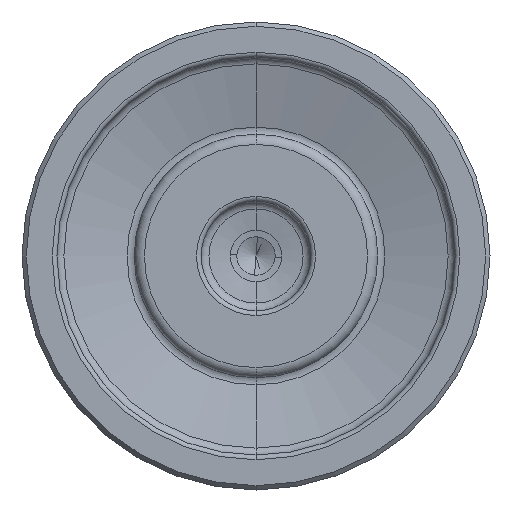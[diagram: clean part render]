
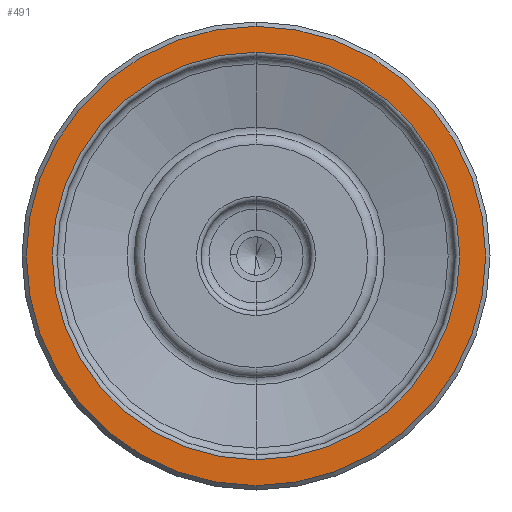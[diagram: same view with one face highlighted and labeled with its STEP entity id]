
A CAD part, front view. The second image highlights one B-rep face of the part: STEP entity #491.
In plain terms, the highlighted planar face has unit normal (0, -1, 0).
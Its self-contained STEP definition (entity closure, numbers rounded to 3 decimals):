
#52 = DIRECTION ( 'NONE',  ( 0., 1., 0. ) ) ;
#53 = EDGE_CURVE ( 'NONE', #1516, #121, #381, .T. ) ;
#121 = VERTEX_POINT ( 'NONE', #481 ) ;
#139 = FACE_OUTER_BOUND ( 'NONE', #1749, .T. ) ;
#144 = VERTEX_POINT ( 'NONE', #2183 ) ;
#202 = CARTESIAN_POINT ( 'NONE',  ( 0., 0.706, 0. ) ) ;
#285 = CARTESIAN_POINT ( 'NONE',  ( 0., 0.706, 0. ) ) ;
#340 = CARTESIAN_POINT ( 'NONE',  ( 21.25, 0.706, 0. ) ) ;
#343 = AXIS2_PLACEMENT_3D ( 'NONE', #736, #662, #2168 ) ;
#371 = DIRECTION ( 'NONE',  ( 0., 0., -1. ) ) ;
#381 = CIRCLE ( 'NONE', #343, 21.75 ) ;
#466 = DIRECTION ( 'NONE',  ( 0., 0., -1. ) ) ;
#481 = CARTESIAN_POINT ( 'NONE',  ( 0., 0.706, -21.75 ) ) ;
#491 = ADVANCED_FACE ( 'NONE', ( #139, #1044 ), #2231, .T. ) ;
#516 = CARTESIAN_POINT ( 'NONE',  ( 0., 0.706, 21.75 ) ) ;
#603 = EDGE_CURVE ( 'NONE', #121, #1516, #2207, .T. ) ;
#662 = DIRECTION ( 'NONE',  ( 0., 1., 0. ) ) ;
#728 = AXIS2_PLACEMENT_3D ( 'NONE', #1065, #52, #1234 ) ;
#736 = CARTESIAN_POINT ( 'NONE',  ( 0., 0.706, 0. ) ) ;
#862 = DIRECTION ( 'NONE',  ( 0., 0., -1. ) ) ;
#918 = ORIENTED_EDGE ( 'NONE', *, *, #53, .T. ) ;
#1044 = FACE_BOUND ( 'NONE', #1347, .T. ) ;
#1065 = CARTESIAN_POINT ( 'NONE',  ( 0., 0.706, 0. ) ) ;
#1152 = VERTEX_POINT ( 'NONE', #1940 ) ;
#1171 = AXIS2_PLACEMENT_3D ( 'NONE', #285, #1484, #466 ) ;
#1210 = ORIENTED_EDGE ( 'NONE', *, *, #1902, .T. ) ;
#1234 = DIRECTION ( 'NONE',  ( 0., 0., -1. ) ) ;
#1337 = ORIENTED_EDGE ( 'NONE', *, *, #603, .T. ) ;
#1347 = EDGE_LOOP ( 'NONE', ( #1337, #918 ) ) ;
#1393 = DIRECTION ( 'NONE',  ( 0., -1., 0. ) ) ;
#1452 = AXIS2_PLACEMENT_3D ( 'NONE', #202, #1393, #371 ) ;
#1484 = DIRECTION ( 'NONE',  ( 0., -1., 0. ) ) ;
#1516 = VERTEX_POINT ( 'NONE', #516 ) ;
#1611 = CIRCLE ( 'NONE', #1171, 24.517 ) ;
#1647 = EDGE_CURVE ( 'NONE', #144, #1152, #2052, .T. ) ;
#1671 = ORIENTED_EDGE ( 'NONE', *, *, #1647, .T. ) ;
#1749 = EDGE_LOOP ( 'NONE', ( #1210, #1671 ) ) ;
#1893 = DIRECTION ( 'NONE',  ( 0., -1., 0. ) ) ;
#1902 = EDGE_CURVE ( 'NONE', #1152, #144, #1611, .T. ) ;
#1940 = CARTESIAN_POINT ( 'NONE',  ( 0., 0.706, 24.517 ) ) ;
#2035 = AXIS2_PLACEMENT_3D ( 'NONE', #340, #1893, #862 ) ;
#2052 = CIRCLE ( 'NONE', #1452, 24.517 ) ;
#2168 = DIRECTION ( 'NONE',  ( 0., 0., -1. ) ) ;
#2183 = CARTESIAN_POINT ( 'NONE',  ( 0., 0.706, -24.517 ) ) ;
#2207 = CIRCLE ( 'NONE', #728, 21.75 ) ;
#2231 = PLANE ( 'NONE',  #2035 ) ;
